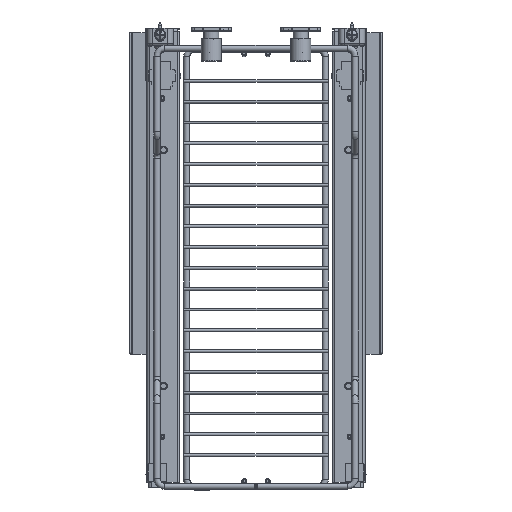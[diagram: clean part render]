
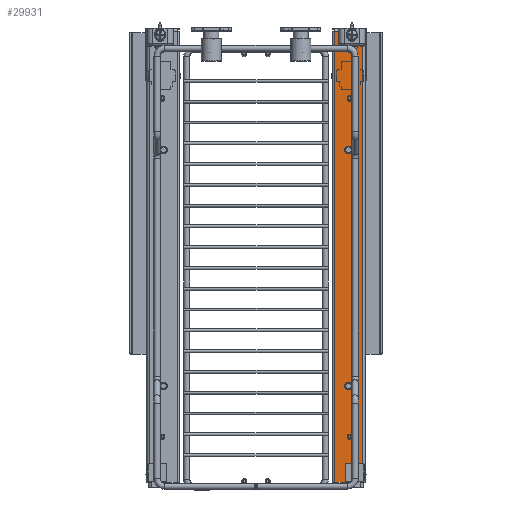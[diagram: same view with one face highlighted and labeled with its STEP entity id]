
A CAD part, top view. The second image highlights one B-rep face of the part: STEP entity #29931.
In plain terms, the highlighted free-form (B-spline) face has degree [1, 1] with [2, 2] control points.
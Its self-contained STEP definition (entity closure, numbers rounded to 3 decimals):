
#29701=CARTESIAN_POINT('',(-0.7,-479.03,-1.5));
#29702=VERTEX_POINT('',#29701);
#29703=CARTESIAN_POINT('',(-1.2,-479.53,-1.5));
#29704=VERTEX_POINT('',#29703);
#29705=CARTESIAN_POINT('',(-1.2,-479.03,-1.5));
#29706=DIRECTION('',(0.0,0.0,-1.0));
#29707=DIRECTION('',(0.707,-0.707,0.0));
#29708=AXIS2_PLACEMENT_3D('',#29705,#29706,#29707);
#29709=CIRCLE('',#29708,0.5);
#29710=EDGE_CURVE('',#29702,#29704,#29709,.T.);
#29787=CARTESIAN_POINT('',(-1.2,-2.03,-1.5));
#29788=CARTESIAN_POINT('',(27.8,-2.03,-1.5));
#29789=CARTESIAN_POINT('',(-1.2,-479.53,-1.5));
#29790=CARTESIAN_POINT('',(27.8,-479.53,-1.5));
#29791=B_SPLINE_SURFACE_WITH_KNOTS('',1,1,((#29787,#29789),(#29788,#29790)),.UNSPECIFIED.,.F.,.F.,.U.,(2,2),(2,2),(0.0,29.),(0.0,477.5),.UNSPECIFIED.);
#29792=ORIENTED_EDGE('',*,*,#29710,.T.);
#29793=CARTESIAN_POINT('',(-1.2,-2.03,-1.5));
#29794=VERTEX_POINT('',#29793);
#29795=CARTESIAN_POINT('',(-1.2,-2.03,-1.5));
#29796=DIRECTION('',(0.0,-1.0,0.0));
#29797=VECTOR('',#29796,477.5);
#29798=LINE('',#29795,#29797);
#29799=EDGE_CURVE('',#29794,#29704,#29798,.T.);
#29800=ORIENTED_EDGE('',*,*,#29799,.F.);
#29801=CARTESIAN_POINT('',(27.8,-2.03,-1.5));
#29802=VERTEX_POINT('',#29801);
#29803=CARTESIAN_POINT('',(27.8,-2.03,-1.5));
#29804=DIRECTION('',(-1.0,0.0,0.0));
#29805=VECTOR('',#29804,29.);
#29806=LINE('',#29803,#29805);
#29807=EDGE_CURVE('',#29802,#29794,#29806,.T.);
#29808=ORIENTED_EDGE('',*,*,#29807,.F.);
#29809=CARTESIAN_POINT('',(27.8,-479.53,-1.5));
#29810=VERTEX_POINT('',#29809);
#29811=CARTESIAN_POINT('',(27.8,-479.53,-1.5));
#29812=DIRECTION('',(0.0,1.0,0.0));
#29813=VECTOR('',#29812,477.5);
#29814=LINE('',#29811,#29813);
#29815=EDGE_CURVE('',#29810,#29802,#29814,.T.);
#29816=ORIENTED_EDGE('',*,*,#29815,.F.);
#29817=CARTESIAN_POINT('',(14.8,-479.53,-1.5));
#29818=VERTEX_POINT('',#29817);
#29819=CARTESIAN_POINT('',(27.8,-479.53,-1.5));
#29820=DIRECTION('',(-1.0,0.0,0.0));
#29821=VECTOR('',#29820,13.);
#29822=LINE('',#29819,#29821);
#29823=EDGE_CURVE('',#29810,#29818,#29822,.T.);
#29824=ORIENTED_EDGE('',*,*,#29823,.T.);
#29825=CARTESIAN_POINT('',(14.3,-479.03,-1.5));
#29826=VERTEX_POINT('',#29825);
#29827=CARTESIAN_POINT('',(14.8,-479.03,-1.5));
#29828=DIRECTION('',(0.0,0.0,-1.0));
#29829=DIRECTION('',(-0.707,-0.707,0.0));
#29830=AXIS2_PLACEMENT_3D('',#29827,#29828,#29829);
#29831=CIRCLE('',#29830,0.5);
#29832=EDGE_CURVE('',#29818,#29826,#29831,.T.);
#29833=ORIENTED_EDGE('',*,*,#29832,.T.);
#29834=CARTESIAN_POINT('',(14.3,-463.53,-1.5));
#29835=VERTEX_POINT('',#29834);
#29836=CARTESIAN_POINT('',(14.3,-463.53,-1.5));
#29837=DIRECTION('',(0.0,-1.0,0.0));
#29838=VECTOR('',#29837,15.5);
#29839=LINE('',#29836,#29838);
#29840=EDGE_CURVE('',#29835,#29826,#29839,.T.);
#29841=ORIENTED_EDGE('',*,*,#29840,.F.);
#29842=CARTESIAN_POINT('',(13.8,-463.03,-1.5));
#29843=VERTEX_POINT('',#29842);
#29844=CARTESIAN_POINT('',(13.8,-463.53,-1.5));
#29845=DIRECTION('',(0.0,0.0,1.));
#29846=DIRECTION('',(0.707,0.707,0.0));
#29847=AXIS2_PLACEMENT_3D('',#29844,#29845,#29846);
#29848=CIRCLE('',#29847,0.5);
#29849=EDGE_CURVE('',#29835,#29843,#29848,.T.);
#29850=ORIENTED_EDGE('',*,*,#29849,.T.);
#29851=CARTESIAN_POINT('',(-0.2,-463.03,-1.5));
#29852=VERTEX_POINT('',#29851);
#29853=CARTESIAN_POINT('',(-0.2,-463.03,-1.5));
#29854=DIRECTION('',(1.0,0.0,0.0));
#29855=VECTOR('',#29854,14.);
#29856=LINE('',#29853,#29855);
#29857=EDGE_CURVE('',#29852,#29843,#29856,.T.);
#29858=ORIENTED_EDGE('',*,*,#29857,.F.);
#29859=CARTESIAN_POINT('',(-0.7,-463.53,-1.5));
#29860=VERTEX_POINT('',#29859);
#29861=CARTESIAN_POINT('',(-0.2,-463.53,-1.5));
#29862=DIRECTION('',(0.0,0.0,1.0));
#29863=DIRECTION('',(-0.707,0.707,0.0));
#29864=AXIS2_PLACEMENT_3D('',#29861,#29862,#29863);
#29865=CIRCLE('',#29864,0.5);
#29866=EDGE_CURVE('',#29852,#29860,#29865,.T.);
#29867=ORIENTED_EDGE('',*,*,#29866,.T.);
#29868=CARTESIAN_POINT('',(-0.7,-479.03,-1.5));
#29869=DIRECTION('',(0.0,1.0,0.0));
#29870=VECTOR('',#29869,15.5);
#29871=LINE('',#29868,#29870);
#29872=EDGE_CURVE('',#29702,#29860,#29871,.T.);
#29873=ORIENTED_EDGE('',*,*,#29872,.F.);
#29874=EDGE_LOOP('',(#29792,#29800,#29808,#29816,#29824,#29833,#29841,#29850,#29858,#29867,#29873));
#29875=FACE_OUTER_BOUND('',#29874,.T.);
#29876=CARTESIAN_POINT('',(11.05,-8.03,-1.5));
#29877=VERTEX_POINT('',#29876);
#29878=CARTESIAN_POINT('',(9.05,-8.03,-1.5));
#29879=DIRECTION('',(0.0,0.0,-1.0));
#29880=DIRECTION('',(-1.0,0.0,0.0));
#29881=AXIS2_PLACEMENT_3D('',#29878,#29879,#29880);
#29882=CIRCLE('',#29881,2.0);
#29883=EDGE_CURVE('',#29877,#29877,#29882,.T.);
#29884=ORIENTED_EDGE('',*,*,#29883,.F.);
#29885=EDGE_LOOP('',(#29884));
#29886=FACE_BOUND('',#29885,.T.);
#29887=CARTESIAN_POINT('',(15.4,-377.53,-1.5));
#29888=VERTEX_POINT('',#29887);
#29889=CARTESIAN_POINT('',(13.4,-377.53,-1.5));
#29890=DIRECTION('',(0.0,0.0,-1.0));
#29891=DIRECTION('',(-1.0,0.0,0.0));
#29892=AXIS2_PLACEMENT_3D('',#29889,#29890,#29891);
#29893=CIRCLE('',#29892,2.);
#29894=EDGE_CURVE('',#29888,#29888,#29893,.T.);
#29895=ORIENTED_EDGE('',*,*,#29894,.F.);
#29896=EDGE_LOOP('',(#29895));
#29897=FACE_BOUND('',#29896,.T.);
#29898=CARTESIAN_POINT('',(9.5,-424.33,-1.5));
#29899=VERTEX_POINT('',#29898);
#29900=CARTESIAN_POINT('',(7.5,-424.33,-1.5));
#29901=DIRECTION('',(0.0,0.0,-1.0));
#29902=DIRECTION('',(-1.0,0.0,0.0));
#29903=AXIS2_PLACEMENT_3D('',#29900,#29901,#29902);
#29904=CIRCLE('',#29903,2.0);
#29905=EDGE_CURVE('',#29899,#29899,#29904,.T.);
#29906=ORIENTED_EDGE('',*,*,#29905,.F.);
#29907=EDGE_LOOP('',(#29906));
#29908=FACE_BOUND('',#29907,.T.);
#29909=CARTESIAN_POINT('',(15.4,-127.53,-1.5));
#29910=VERTEX_POINT('',#29909);
#29911=CARTESIAN_POINT('',(13.4,-127.53,-1.5));
#29912=DIRECTION('',(0.0,0.0,-1.0));
#29913=DIRECTION('',(-1.0,0.0,0.0));
#29914=AXIS2_PLACEMENT_3D('',#29911,#29912,#29913);
#29915=CIRCLE('',#29914,2.0);
#29916=EDGE_CURVE('',#29910,#29910,#29915,.T.);
#29917=ORIENTED_EDGE('',*,*,#29916,.F.);
#29918=EDGE_LOOP('',(#29917));
#29919=FACE_BOUND('',#29918,.T.);
#29920=CARTESIAN_POINT('',(9.5,-74.33,-1.5));
#29921=VERTEX_POINT('',#29920);
#29922=CARTESIAN_POINT('',(7.5,-74.33,-1.5));
#29923=DIRECTION('',(0.0,0.0,-1.0));
#29924=DIRECTION('',(-1.0,0.0,0.0));
#29925=AXIS2_PLACEMENT_3D('',#29922,#29923,#29924);
#29926=CIRCLE('',#29925,2.0);
#29927=EDGE_CURVE('',#29921,#29921,#29926,.T.);
#29928=ORIENTED_EDGE('',*,*,#29927,.F.);
#29929=EDGE_LOOP('',(#29928));
#29930=FACE_BOUND('',#29929,.T.);
#29931=ADVANCED_FACE('',(#29875,#29886,#29897,#29908,#29919,#29930),#29791,.T.);
